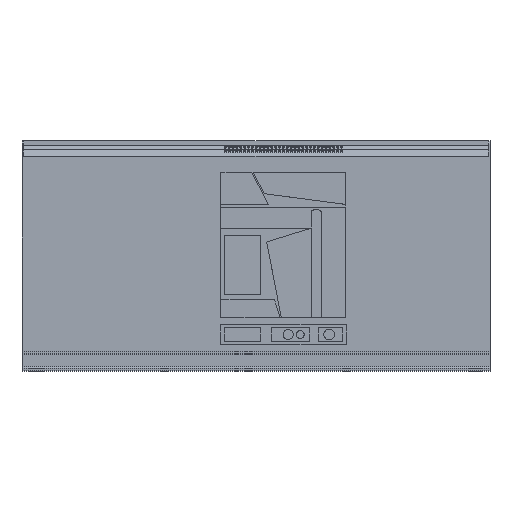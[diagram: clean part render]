
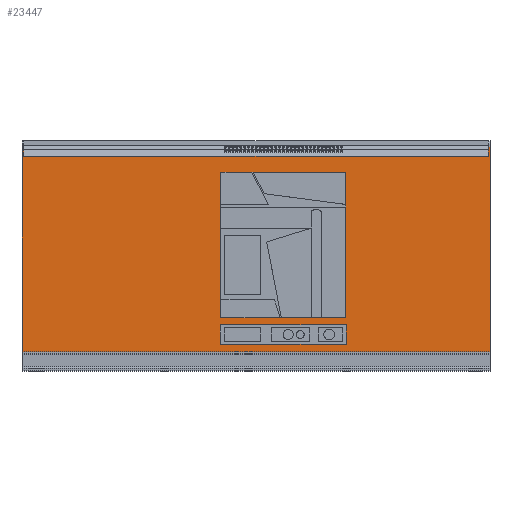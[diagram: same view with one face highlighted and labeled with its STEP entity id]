
A CAD part, top view. The second image highlights one B-rep face of the part: STEP entity #23447.
In plain terms, the highlighted planar face has unit normal (0, 0, 1).
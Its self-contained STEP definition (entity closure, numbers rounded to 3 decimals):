
#108 = EDGE_CURVE ( 'NONE', #25485, #2788, #14799, .T. ) ;
#146 = DIRECTION ( 'NONE',  ( -1., 0., 0. ) ) ;
#200 = CARTESIAN_POINT ( 'NONE',  ( 186.5, 15., 0. ) ) ;
#561 = CARTESIAN_POINT ( 'NONE',  ( 186.5, 55., 0. ) ) ;
#608 = CARTESIAN_POINT ( 'NONE',  ( -73.5, 15., 0. ) ) ;
#1526 = ORIENTED_EDGE ( 'NONE', *, *, #3408, .F. ) ;
#1614 = VECTOR ( 'NONE', #10214, 1000. ) ;
#1707 = VECTOR ( 'NONE', #17998, 1000. ) ;
#1736 = CARTESIAN_POINT ( 'NONE',  ( -73.5, 55., 0. ) ) ;
#2025 = LINE ( 'NONE', #20710, #8762 ) ;
#2042 = ORIENTED_EDGE ( 'NONE', *, *, #23026, .T. ) ;
#2057 = CARTESIAN_POINT ( 'NONE',  ( -585.182, 402.873, 0. ) ) ;
#2292 = VERTEX_POINT ( 'NONE', #20463 ) ;
#2788 = VERTEX_POINT ( 'NONE', #23114 ) ;
#3299 = CARTESIAN_POINT ( 'NONE',  ( 483., 0., 0. ) ) ;
#3342 = CARTESIAN_POINT ( 'NONE',  ( -483., 0., 0. ) ) ;
#3408 = EDGE_CURVE ( 'NONE', #25004, #17262, #23733, .T. ) ;
#3456 = CARTESIAN_POINT ( 'NONE',  ( -72.5, 370., 0. ) ) ;
#3490 = VERTEX_POINT ( 'NONE', #12738 ) ;
#3588 = EDGE_CURVE ( 'NONE', #11614, #18106, #8722, .T. ) ;
#3684 = DIRECTION ( 'NONE',  ( 1., 0., 0. ) ) ;
#3728 = EDGE_LOOP ( 'NONE', ( #23990, #7743, #17234, #16897, #25786, #18415, #4883, #2042 ) ) ;
#3993 = EDGE_LOOP ( 'NONE', ( #22303, #24843, #7601, #15370 ) ) ;
#4028 = PLANE ( 'NONE',  #22082 ) ;
#4326 = VECTOR ( 'NONE', #3684, 1000. ) ;
#4698 = VECTOR ( 'NONE', #16414, 1000. ) ;
#4883 = ORIENTED_EDGE ( 'NONE', *, *, #15008, .F. ) ;
#5172 = VECTOR ( 'NONE', #9308, 1000. ) ;
#5369 = CARTESIAN_POINT ( 'NONE',  ( -479., 402.873, 0. ) ) ;
#5657 = VERTEX_POINT ( 'NONE', #13237 ) ;
#6162 = EDGE_CURVE ( 'NONE', #22487, #3490, #24400, .T. ) ;
#6554 = FACE_BOUND ( 'NONE', #10269, .T. ) ;
#7114 = LINE ( 'NONE', #8987, #20695 ) ;
#7253 = CARTESIAN_POINT ( 'NONE',  ( 479., 423., 0. ) ) ;
#7432 = LINE ( 'NONE', #3299, #23838 ) ;
#7601 = ORIENTED_EDGE ( 'NONE', *, *, #19057, .F. ) ;
#7743 = ORIENTED_EDGE ( 'NONE', *, *, #10693, .F. ) ;
#8151 = DIRECTION ( 'NONE',  ( 0., 0., -1. ) ) ;
#8264 = LINE ( 'NONE', #1736, #4698 ) ;
#8327 = CARTESIAN_POINT ( 'NONE',  ( -72.5, 370., 0. ) ) ;
#8573 = CARTESIAN_POINT ( 'NONE',  ( -73.5, 15., 0. ) ) ;
#8582 = DIRECTION ( 'NONE',  ( 0., -1., 0. ) ) ;
#8614 = VECTOR ( 'NONE', #22946, 1000. ) ;
#8722 = LINE ( 'NONE', #2057, #11572 ) ;
#8762 = VECTOR ( 'NONE', #12707, 1000. ) ;
#8936 = CARTESIAN_POINT ( 'NONE',  ( 479., 402.873, 0. ) ) ;
#8987 = CARTESIAN_POINT ( 'NONE',  ( -73.5, 55., 0. ) ) ;
#9189 = CARTESIAN_POINT ( 'NONE',  ( 185.5, 70., 0. ) ) ;
#9308 = DIRECTION ( 'NONE',  ( 0., -1., 0. ) ) ;
#9327 = VECTOR ( 'NONE', #14565, 1000. ) ;
#9599 = LINE ( 'NONE', #3342, #1614 ) ;
#10130 = CARTESIAN_POINT ( 'NONE',  ( -483., 423., 0. ) ) ;
#10214 = DIRECTION ( 'NONE',  ( 0., -1., 0. ) ) ;
#10269 = EDGE_LOOP ( 'NONE', ( #1526, #14011, #21194, #17550 ) ) ;
#10320 = CARTESIAN_POINT ( 'NONE',  ( 479., 402.873, 0. ) ) ;
#10342 = LINE ( 'NONE', #24511, #22640 ) ;
#10439 = EDGE_CURVE ( 'NONE', #13527, #16962, #7114, .T. ) ;
#10693 = EDGE_CURVE ( 'NONE', #2788, #11614, #2025, .T. ) ;
#10717 = LINE ( 'NONE', #10320, #25893 ) ;
#10789 = CARTESIAN_POINT ( 'NONE',  ( -483., 423., 0. ) ) ;
#11516 = CARTESIAN_POINT ( 'NONE',  ( -72.5, 70., 0. ) ) ;
#11571 = VECTOR ( 'NONE', #24440, 1000. ) ;
#11572 = VECTOR ( 'NONE', #12477, 1000. ) ;
#11614 = VERTEX_POINT ( 'NONE', #5369 ) ;
#11682 = EDGE_CURVE ( 'NONE', #17262, #14034, #21671, .T. ) ;
#12477 = DIRECTION ( 'NONE',  ( 1., 0., 0. ) ) ;
#12707 = DIRECTION ( 'NONE',  ( 0., -1., 0. ) ) ;
#12738 = CARTESIAN_POINT ( 'NONE',  ( 483., 0., 0. ) ) ;
#13237 = CARTESIAN_POINT ( 'NONE',  ( 185.5, 370., 0. ) ) ;
#13415 = CARTESIAN_POINT ( 'NONE',  ( -72.5, 70., 0. ) ) ;
#13527 = VERTEX_POINT ( 'NONE', #561 ) ;
#13719 = CARTESIAN_POINT ( 'NONE',  ( -72.5, 70., 0. ) ) ;
#13748 = EDGE_CURVE ( 'NONE', #16962, #17025, #8264, .T. ) ;
#13845 = CARTESIAN_POINT ( 'NONE',  ( -483., 0., 0. ) ) ;
#14011 = ORIENTED_EDGE ( 'NONE', *, *, #16542, .F. ) ;
#14034 = VERTEX_POINT ( 'NONE', #9189 ) ;
#14565 = DIRECTION ( 'NONE',  ( 0., 1., 0. ) ) ;
#14704 = CARTESIAN_POINT ( 'NONE',  ( 0., 0., 0. ) ) ;
#14799 = LINE ( 'NONE', #10789, #8614 ) ;
#15008 = EDGE_CURVE ( 'NONE', #26370, #2292, #20558, .T. ) ;
#15272 = DIRECTION ( 'NONE',  ( -1., 0., 0. ) ) ;
#15370 = ORIENTED_EDGE ( 'NONE', *, *, #18750, .F. ) ;
#16414 = DIRECTION ( 'NONE',  ( 0., -1., 0. ) ) ;
#16542 = EDGE_CURVE ( 'NONE', #5657, #25004, #21350, .T. ) ;
#16897 = ORIENTED_EDGE ( 'NONE', *, *, #23725, .T. ) ;
#16962 = VERTEX_POINT ( 'NONE', #20234 ) ;
#17025 = VERTEX_POINT ( 'NONE', #608 ) ;
#17061 = VERTEX_POINT ( 'NONE', #200 ) ;
#17087 = EDGE_CURVE ( 'NONE', #14034, #5657, #10342, .T. ) ;
#17234 = ORIENTED_EDGE ( 'NONE', *, *, #108, .F. ) ;
#17262 = VERTEX_POINT ( 'NONE', #13415 ) ;
#17550 = ORIENTED_EDGE ( 'NONE', *, *, #11682, .F. ) ;
#17998 = DIRECTION ( 'NONE',  ( 1., 0., 0. ) ) ;
#18048 = CARTESIAN_POINT ( 'NONE',  ( 186.5, 55., 0. ) ) ;
#18106 = VERTEX_POINT ( 'NONE', #8936 ) ;
#18415 = ORIENTED_EDGE ( 'NONE', *, *, #21119, .T. ) ;
#18750 = EDGE_CURVE ( 'NONE', #17025, #17061, #20599, .T. ) ;
#19057 = EDGE_CURVE ( 'NONE', #17061, #13527, #20032, .T. ) ;
#19196 = DIRECTION ( 'NONE',  ( 0., 1., 0. ) ) ;
#19665 = DIRECTION ( 'NONE',  ( 1., 0., 0. ) ) ;
#19743 = DIRECTION ( 'NONE',  ( -1., 0., 0. ) ) ;
#20032 = LINE ( 'NONE', #18048, #9327 ) ;
#20234 = CARTESIAN_POINT ( 'NONE',  ( -73.5, 55., 0. ) ) ;
#20384 = CARTESIAN_POINT ( 'NONE',  ( 483., 0., 0. ) ) ;
#20463 = CARTESIAN_POINT ( 'NONE',  ( 483., 423., 0. ) ) ;
#20558 = LINE ( 'NONE', #10130, #11571 ) ;
#20599 = LINE ( 'NONE', #8573, #4326 ) ;
#20695 = VECTOR ( 'NONE', #15272, 1000. ) ;
#20710 = CARTESIAN_POINT ( 'NONE',  ( -479., 402.873, 0. ) ) ;
#21033 = VECTOR ( 'NONE', #19665, 1000. ) ;
#21119 = EDGE_CURVE ( 'NONE', #3490, #2292, #7432, .T. ) ;
#21194 = ORIENTED_EDGE ( 'NONE', *, *, #17087, .F. ) ;
#21350 = LINE ( 'NONE', #3456, #23047 ) ;
#21671 = LINE ( 'NONE', #11516, #21033 ) ;
#22082 = AXIS2_PLACEMENT_3D ( 'NONE', #14704, #8151, #146 ) ;
#22303 = ORIENTED_EDGE ( 'NONE', *, *, #13748, .F. ) ;
#22372 = DIRECTION ( 'NONE',  ( 0., 1., 0. ) ) ;
#22446 = FACE_BOUND ( 'NONE', #3993, .T. ) ;
#22487 = VERTEX_POINT ( 'NONE', #13845 ) ;
#22640 = VECTOR ( 'NONE', #22372, 1000. ) ;
#22946 = DIRECTION ( 'NONE',  ( 1., 0., 0. ) ) ;
#22996 = CARTESIAN_POINT ( 'NONE',  ( -483., 423., 0. ) ) ;
#23026 = EDGE_CURVE ( 'NONE', #26370, #18106, #10717, .T. ) ;
#23047 = VECTOR ( 'NONE', #19743, 1000. ) ;
#23114 = CARTESIAN_POINT ( 'NONE',  ( -479., 423., 0. ) ) ;
#23447 = ADVANCED_FACE ( 'NONE', ( #6554, #24318, #22446 ), #4028, .F. ) ;
#23725 = EDGE_CURVE ( 'NONE', #25485, #22487, #9599, .T. ) ;
#23733 = LINE ( 'NONE', #13719, #5172 ) ;
#23838 = VECTOR ( 'NONE', #19196, 1000. ) ;
#23990 = ORIENTED_EDGE ( 'NONE', *, *, #3588, .F. ) ;
#24318 = FACE_OUTER_BOUND ( 'NONE', #3728, .T. ) ;
#24400 = LINE ( 'NONE', #20384, #1707 ) ;
#24440 = DIRECTION ( 'NONE',  ( 1., 0., 0. ) ) ;
#24511 = CARTESIAN_POINT ( 'NONE',  ( 185.5, 70., 0. ) ) ;
#24843 = ORIENTED_EDGE ( 'NONE', *, *, #10439, .F. ) ;
#25004 = VERTEX_POINT ( 'NONE', #8327 ) ;
#25485 = VERTEX_POINT ( 'NONE', #22996 ) ;
#25786 = ORIENTED_EDGE ( 'NONE', *, *, #6162, .T. ) ;
#25893 = VECTOR ( 'NONE', #8582, 1000. ) ;
#26370 = VERTEX_POINT ( 'NONE', #7253 ) ;
